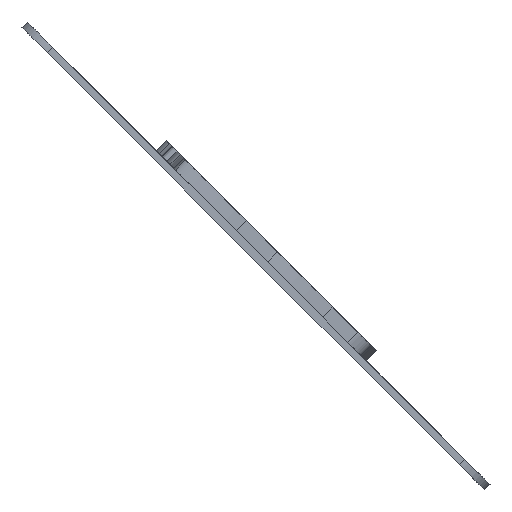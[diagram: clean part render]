
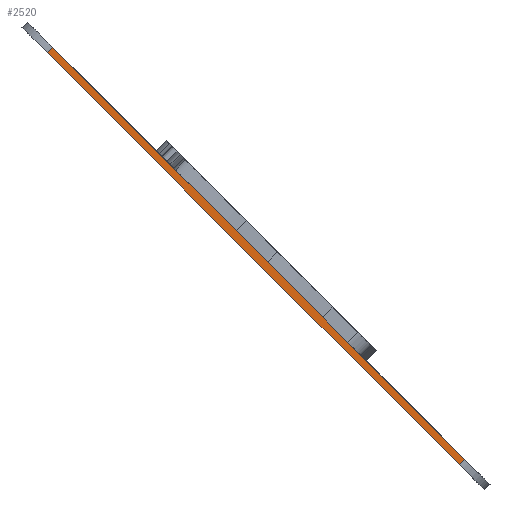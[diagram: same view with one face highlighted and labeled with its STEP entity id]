
A CAD part, left-side view. The second image highlights one B-rep face of the part: STEP entity #2520.
In plain terms, the highlighted planar face has unit normal (-1, 0, 0).
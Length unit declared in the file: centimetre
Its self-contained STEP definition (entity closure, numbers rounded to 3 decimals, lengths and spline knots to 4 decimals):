
#47=PLANE('',#8278);
#2520=ADVANCED_FACE('',(#2739),#47,.T.);
#2739=FACE_OUTER_BOUND('',#2963,.T.);
#2963=EDGE_LOOP('',(#4398,#4399,#4400,#4401));
#4398=ORIENTED_EDGE('',*,*,#5619,.T.);
#4399=ORIENTED_EDGE('',*,*,#5615,.F.);
#4400=ORIENTED_EDGE('',*,*,#5612,.T.);
#4401=ORIENTED_EDGE('',*,*,#5621,.F.);
#5612=EDGE_CURVE('',#8037,#8043,#6826,.T.);
#5615=EDGE_CURVE('',#8037,#8036,#6829,.T.);
#5619=EDGE_CURVE('',#8040,#8036,#6831,.T.);
#5621=EDGE_CURVE('',#8040,#8043,#6833,.T.);
#6826=B_SPLINE_CURVE_WITH_KNOTS('',1,(#16450,#16451),.UNSPECIFIED.,.F.,
 .F.,(2,2),(0.6,8.6),.UNSPECIFIED.);
#6829=B_SPLINE_CURVE_WITH_KNOTS('',1,(#16456,#16457),.UNSPECIFIED.,.F.,
 .F.,(2,2),(0.,0.1),.UNSPECIFIED.);
#6831=B_SPLINE_CURVE_WITH_KNOTS('',1,(#16466,#16467),.UNSPECIFIED.,.F.,
 .F.,(2,2),(-8.5,-0.5),.UNSPECIFIED.);
#6833=B_SPLINE_CURVE_WITH_KNOTS('',1,(#16470,#16471),.UNSPECIFIED.,.F.,
 .F.,(2,2),(0.,0.1),.UNSPECIFIED.);
#8036=VERTEX_POINT('',#15402);
#8037=VERTEX_POINT('',#15403);
#8040=VERTEX_POINT('',#15406);
#8043=VERTEX_POINT('',#15409);
#8278=AXIS2_PLACEMENT_3D('',#15188,#8298,$);
#8298=DIRECTION('',(-1.,0.,0.));
#15188=CARTESIAN_POINT('',(-5.4074,-22.8707,4.5067));
#15402=CARTESIAN_POINT('',(-5.4074,-22.4464,4.7896));
#15403=CARTESIAN_POINT('',(-5.4074,-22.5172,4.8603));
#15406=CARTESIAN_POINT('',(-5.4074,-16.7896,10.4464));
#15409=CARTESIAN_POINT('',(-5.4074,-16.8603,10.5172));
#16450=CARTESIAN_POINT('',(-5.4074,-22.5172,4.8603));
#16451=CARTESIAN_POINT('',(-5.4074,-16.8603,10.5172));
#16456=CARTESIAN_POINT('',(-5.4074,-22.5172,4.8603));
#16457=CARTESIAN_POINT('',(-5.4074,-22.4464,4.7896));
#16466=CARTESIAN_POINT('',(-5.4074,-16.7896,10.4464));
#16467=CARTESIAN_POINT('',(-5.4074,-22.4464,4.7896));
#16470=CARTESIAN_POINT('',(-5.4074,-16.7896,10.4464));
#16471=CARTESIAN_POINT('',(-5.4074,-16.8603,10.5172));
